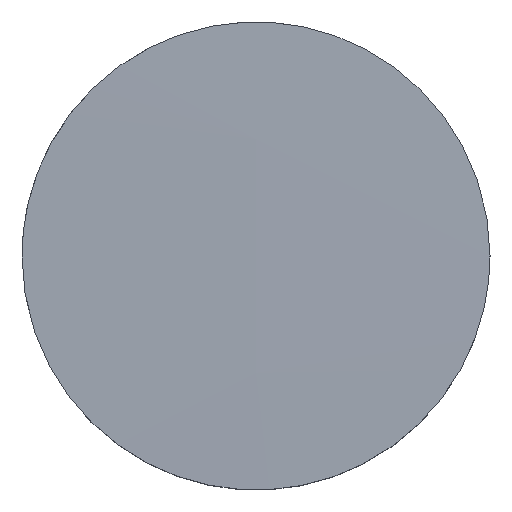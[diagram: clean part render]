
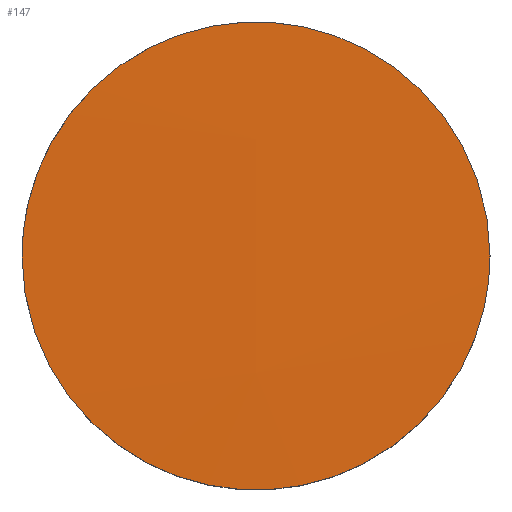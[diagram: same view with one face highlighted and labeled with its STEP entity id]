
A CAD part, top view. The second image highlights one B-rep face of the part: STEP entity #147.
In plain terms, the highlighted spherical face has radius 996.732 mm.
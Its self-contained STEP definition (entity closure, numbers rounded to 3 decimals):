
#19 = CARTESIAN_POINT ('', (-15., 0., 8.887));
#20 = VERTEX_POINT ('', #19);
#26 = CARTESIAN_POINT ('', (15., 0., 8.887));
#27 = VERTEX_POINT ('', #26);
#28 = CARTESIAN_POINT ('', (15., 0., 8.887));
#29 = CARTESIAN_POINT ('', (15., 15., 8.887));
#30 = CARTESIAN_POINT ('', (0., 15., 8.887));
#31 = CARTESIAN_POINT ('', (-15., 15., 8.887));
#32 = CARTESIAN_POINT ('', (-15., 0., 8.887));
#33 = (
   BOUNDED_CURVE ()
   B_SPLINE_CURVE (2, (#28, #29, #30, #31, #32), .UNSPECIFIED., .F., .U.)
   B_SPLINE_CURVE_WITH_KNOTS ((3, 2, 3), (0., 1.571, 3.142), .UNSPECIFIED.)
   CURVE ()
   GEOMETRIC_REPRESENTATION_ITEM ()
   RATIONAL_B_SPLINE_CURVE ((1., 0.707, 1., 0.707, 1.))
   REPRESENTATION_ITEM ('')
);
#34 = EDGE_CURVE ('', #27, #20, #33, .T.);
#58 = CARTESIAN_POINT ('', (-15., 0., 8.887));
#59 = CARTESIAN_POINT ('', (-15., -15., 8.887));
#60 = CARTESIAN_POINT ('', (0., -15., 8.887));
#61 = CARTESIAN_POINT ('', (15., -15., 8.887));
#62 = CARTESIAN_POINT ('', (15., 0., 8.887));
#63 = (
   BOUNDED_CURVE ()
   B_SPLINE_CURVE (2, (#58, #59, #60, #61, #62), .UNSPECIFIED., .F., .U.)
   B_SPLINE_CURVE_WITH_KNOTS ((3, 2, 3), (3.142, 4.712, 6.283), .UNSPECIFIED.)
   CURVE ()
   GEOMETRIC_REPRESENTATION_ITEM ()
   RATIONAL_B_SPLINE_CURVE ((1., 0.707, 1., 0.707, 1.))
   REPRESENTATION_ITEM ('')
);
#64 = EDGE_CURVE ('', #20, #27, #63, .T.);
#138 = ORIENTED_EDGE ('', *, *, #34, .T.);
#139 = ORIENTED_EDGE ('', *, *, #64, .T.);
#140 = EDGE_LOOP ('', (#138, #139));
#141 = FACE_OUTER_BOUND ('', #140, .T.);
#142 = CARTESIAN_POINT ('', (0., 0., -987.732));
#143 = DIRECTION ('', (-1., 0., 0.));
#144 = DIRECTION ('', (0., -1., 0.));
#145 = AXIS2_PLACEMENT_3D ('', #142, #143, #144);
#146 = SPHERICAL_SURFACE ('', #145, 996.732);
#147 = ADVANCED_FACE ('', (#141), #146, .T.);
